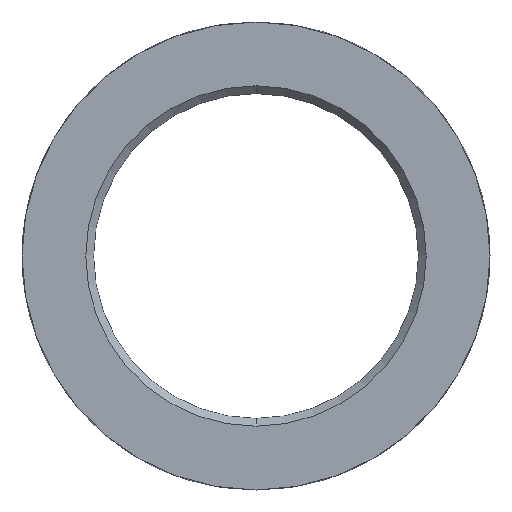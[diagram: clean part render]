
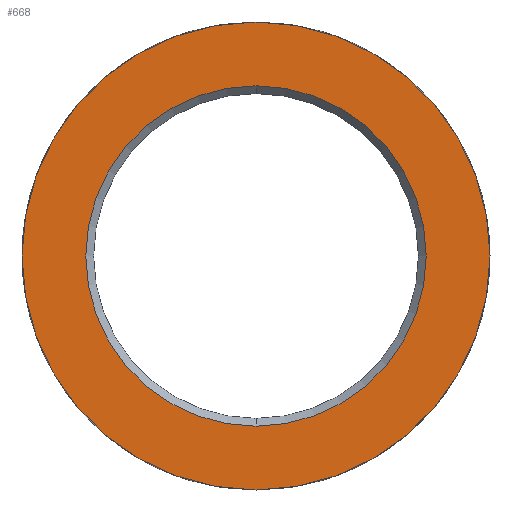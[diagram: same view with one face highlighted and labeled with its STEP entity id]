
A CAD part, left-side view. The second image highlights one B-rep face of the part: STEP entity #668.
In plain terms, the highlighted planar face has unit normal (-1, 0, 0).
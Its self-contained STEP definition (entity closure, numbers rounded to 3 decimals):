
#504=CARTESIAN_POINT('',(0.,-0.,27.5));
#505=VERTEX_POINT('',#504);
#545=CARTESIAN_POINT('',(0.,-0.,-27.5));
#546=VERTEX_POINT('',#545);
#553=CARTESIAN_POINT('',(0.,0.,0.));
#554=DIRECTION('',(1.,0.,-0.));
#555=DIRECTION('',(-0.,0.,-1.));
#556=AXIS2_PLACEMENT_3D('',#553,#554,#555);
#557=CIRCLE('',#556,27.5);
#558=EDGE_CURVE('',#546,#505,#557,.T.);
#633=CARTESIAN_POINT('',(0.,27.5,0.));
#634=DIRECTION('',(-1.,0.,0.));
#635=DIRECTION('',(0.,0.,1.));
#636=AXIS2_PLACEMENT_3D('',#633,#634,#635);
#637=PLANE('',#636);
#638=CARTESIAN_POINT('',(0.,-0.,-20.));
#639=VERTEX_POINT('',#638);
#640=CARTESIAN_POINT('',(0.,0.,20.));
#641=VERTEX_POINT('',#640);
#642=CARTESIAN_POINT('',(0.,0.,0.));
#643=DIRECTION('',(1.,0.,-0.));
#644=DIRECTION('',(0.,0.,1.));
#645=AXIS2_PLACEMENT_3D('',#642,#643,#644);
#646=CIRCLE('',#645,20.);
#647=EDGE_CURVE('',#639,#641,#646,.T.);
#648=ORIENTED_EDGE('',*,*,#647,.T.);
#649=CARTESIAN_POINT('',(0.,0.,0.));
#650=DIRECTION('',(1.,0.,-0.));
#651=DIRECTION('',(0.,0.,1.));
#652=AXIS2_PLACEMENT_3D('',#649,#650,#651);
#653=CIRCLE('',#652,20.);
#654=EDGE_CURVE('',#641,#639,#653,.T.);
#655=ORIENTED_EDGE('',*,*,#654,.T.);
#656=EDGE_LOOP('',(#648,#655));
#657=FACE_BOUND('',#656,.T.);
#658=CARTESIAN_POINT('',(0.,0.,0.));
#659=DIRECTION('',(1.,0.,-0.));
#660=DIRECTION('',(-0.,0.,-1.));
#661=AXIS2_PLACEMENT_3D('',#658,#659,#660);
#662=CIRCLE('',#661,27.5);
#663=EDGE_CURVE('',#505,#546,#662,.T.);
#664=ORIENTED_EDGE('',*,*,#663,.F.);
#665=ORIENTED_EDGE('',*,*,#558,.F.);
#666=EDGE_LOOP('',(#664,#665));
#667=FACE_BOUND('',#666,.T.);
#668=ADVANCED_FACE('',(#657,#667),#637,.T.);
